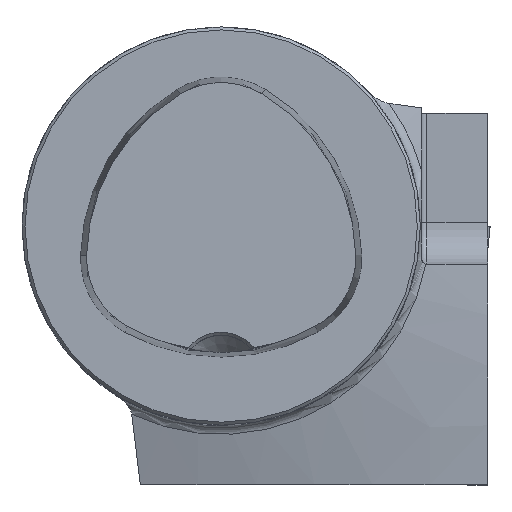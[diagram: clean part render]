
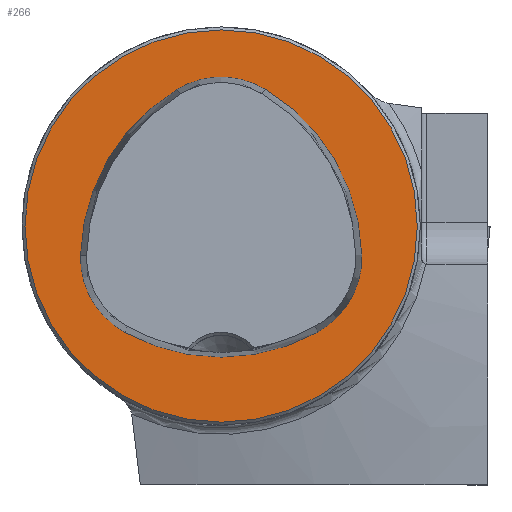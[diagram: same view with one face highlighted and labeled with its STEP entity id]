
A CAD part, top view. The second image highlights one B-rep face of the part: STEP entity #266.
In plain terms, the highlighted planar face has unit normal (0, 0, 1).
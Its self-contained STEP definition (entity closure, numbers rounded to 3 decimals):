
#104=FACE_BOUND('',#524,.T.);
#105=FACE_BOUND('',#525,.T.);
#168=CIRCLE('',#1975,20.063);
#170=CIRCLE('',#1978,20.063);
#171=CIRCLE('',#1979,8.563);
#172=CIRCLE('',#1980,20.063);
#173=CIRCLE('',#1981,8.563);
#174=CIRCLE('',#1982,8.563);
#175=CIRCLE('',#1983,19.7);
#266=ADVANCED_FACE('CU_E_LO_SU_1',(#104,#105),#356,.T.);
#356=PLANE('',#1984);
#524=EDGE_LOOP('',(#752,#753,#754,#755,#756,#757));
#525=EDGE_LOOP('',(#758));
#752=ORIENTED_EDGE('',*,*,#1417,.F.);
#753=ORIENTED_EDGE('',*,*,#1418,.F.);
#754=ORIENTED_EDGE('',*,*,#1419,.F.);
#755=ORIENTED_EDGE('',*,*,#1420,.F.);
#756=ORIENTED_EDGE('',*,*,#1414,.F.);
#757=ORIENTED_EDGE('',*,*,#1421,.F.);
#758=ORIENTED_EDGE('',*,*,#1422,.T.);
#1224=VERTEX_POINT('',#3135);
#1225=VERTEX_POINT('',#3137);
#1227=VERTEX_POINT('',#3143);
#1228=VERTEX_POINT('',#3144);
#1229=VERTEX_POINT('',#3146);
#1230=VERTEX_POINT('',#3148);
#1231=VERTEX_POINT('',#3152);
#1414=EDGE_CURVE('',#1224,#1225,#168,.T.);
#1417=EDGE_CURVE('',#1227,#1228,#170,.T.);
#1418=EDGE_CURVE('',#1229,#1227,#171,.T.);
#1419=EDGE_CURVE('',#1230,#1229,#172,.T.);
#1420=EDGE_CURVE('',#1225,#1230,#173,.T.);
#1421=EDGE_CURVE('',#1228,#1224,#174,.T.);
#1422=EDGE_CURVE('',#1231,#1231,#175,.T.);
#1975=AXIS2_PLACEMENT_3D('',#3136,#2226,#2227);
#1978=AXIS2_PLACEMENT_3D('',#3142,#2233,#2234);
#1979=AXIS2_PLACEMENT_3D('',#3145,#2235,#2236);
#1980=AXIS2_PLACEMENT_3D('',#3147,#2237,#2238);
#1981=AXIS2_PLACEMENT_3D('',#3149,#2239,#2240);
#1982=AXIS2_PLACEMENT_3D('',#3150,#2241,#2242);
#1983=AXIS2_PLACEMENT_3D('',#3151,#2243,#2244);
#1984=AXIS2_PLACEMENT_3D('',#3153,#2245,#2246);
#2226=DIRECTION('',(0.,0.,1.));
#2227=DIRECTION('',(1.,0.,0.));
#2233=DIRECTION('',(0.,0.,1.));
#2234=DIRECTION('',(1.,0.,0.));
#2235=DIRECTION('',(0.,0.,1.));
#2236=DIRECTION('',(1.,0.,0.));
#2237=DIRECTION('',(0.,0.,1.));
#2238=DIRECTION('',(1.,0.,0.));
#2239=DIRECTION('',(0.,0.,1.));
#2240=DIRECTION('',(1.,0.,0.));
#2241=DIRECTION('',(0.,0.,1.));
#2242=DIRECTION('',(1.,0.,0.));
#2243=DIRECTION('',(0.,0.,1.));
#2244=DIRECTION('',(1.,0.,0.));
#2245=DIRECTION('',(0.,0.,1.));
#2246=DIRECTION('',(1.,0.,0.));
#3135=CARTESIAN_POINT('',(-9.704,-10.66,0.));
#3136=CARTESIAN_POINT('',(0.,6.9,0.));
#3137=CARTESIAN_POINT('',(9.704,-10.66,0.));
#3142=CARTESIAN_POINT('',(5.934,-3.451,0.));
#3143=CARTESIAN_POINT('',(-4.418,13.735,0.));
#3144=CARTESIAN_POINT('',(-14.123,-2.953,0.));
#3145=CARTESIAN_POINT('',(0.,6.4,0.));
#3146=CARTESIAN_POINT('',(4.418,13.735,0.));
#3147=CARTESIAN_POINT('',(-5.934,-3.451,0.));
#3148=CARTESIAN_POINT('',(14.123,-2.953,0.));
#3149=CARTESIAN_POINT('',(5.562,-3.165,0.));
#3150=CARTESIAN_POINT('',(-5.562,-3.165,0.));
#3151=CARTESIAN_POINT('',(0.,0.,0.));
#3152=CARTESIAN_POINT('',(19.7,0.,0.));
#3153=CARTESIAN_POINT('',(0.,0.,0.));
